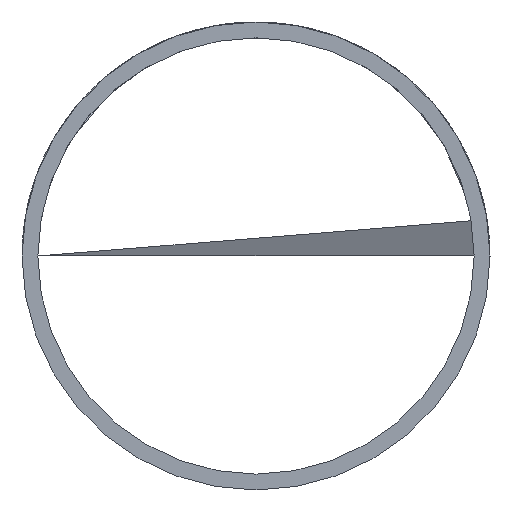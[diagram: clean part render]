
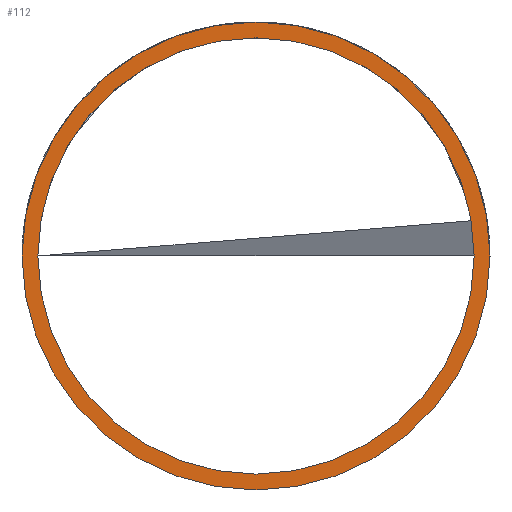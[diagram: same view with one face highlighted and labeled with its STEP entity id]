
A CAD part, left-side view. The second image highlights one B-rep face of the part: STEP entity #112.
In plain terms, the highlighted planar face has unit normal (-1, 0, 0).
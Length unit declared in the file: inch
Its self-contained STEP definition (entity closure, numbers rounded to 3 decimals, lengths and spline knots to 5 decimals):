
#16=FACE_BOUND('',#38,.T.);
#18=PLANE('',#134);
#20=CIRCLE('',#129,5.01);
#21=CIRCLE('',#131,5.375);
#30=FACE_OUTER_BOUND('',#37,.T.);
#37=EDGE_LOOP('',(#103));
#38=EDGE_LOOP('',(#104));
#60=VERTEX_POINT('',#2098);
#61=VERTEX_POINT('',#2102);
#72=EDGE_CURVE('',#60,#60,#20,.T.);
#73=EDGE_CURVE('',#61,#61,#21,.T.);
#103=ORIENTED_EDGE('',*,*,#73,.F.);
#104=ORIENTED_EDGE('',*,*,#72,.F.);
#112=ADVANCED_FACE('',(#30,#16),#18,.T.);
#129=AXIS2_PLACEMENT_3D('',#2100,#145,#146);
#131=AXIS2_PLACEMENT_3D('',#2103,#149,#150);
#134=AXIS2_PLACEMENT_3D('',#2109,#157,#158);
#145=DIRECTION('center_axis',(-1.,0.,0.));
#146=DIRECTION('ref_axis',(0.,-1.,0.));
#149=DIRECTION('center_axis',(1.,0.,0.));
#150=DIRECTION('ref_axis',(0.,-1.,0.));
#157=DIRECTION('center_axis',(-1.,0.,0.));
#158=DIRECTION('ref_axis',(0.,-1.,0.));
#2098=CARTESIAN_POINT('',(-40.5,-39.48817,0.00008));
#2100=CARTESIAN_POINT('Origin',(-40.5,-44.49817,0.00008));
#2102=CARTESIAN_POINT('',(-40.5,-39.12317,0.00008));
#2103=CARTESIAN_POINT('Origin',(-40.5,-44.49817,0.00008));
#2109=CARTESIAN_POINT('Origin',(-40.5,-44.49817,0.00008));
